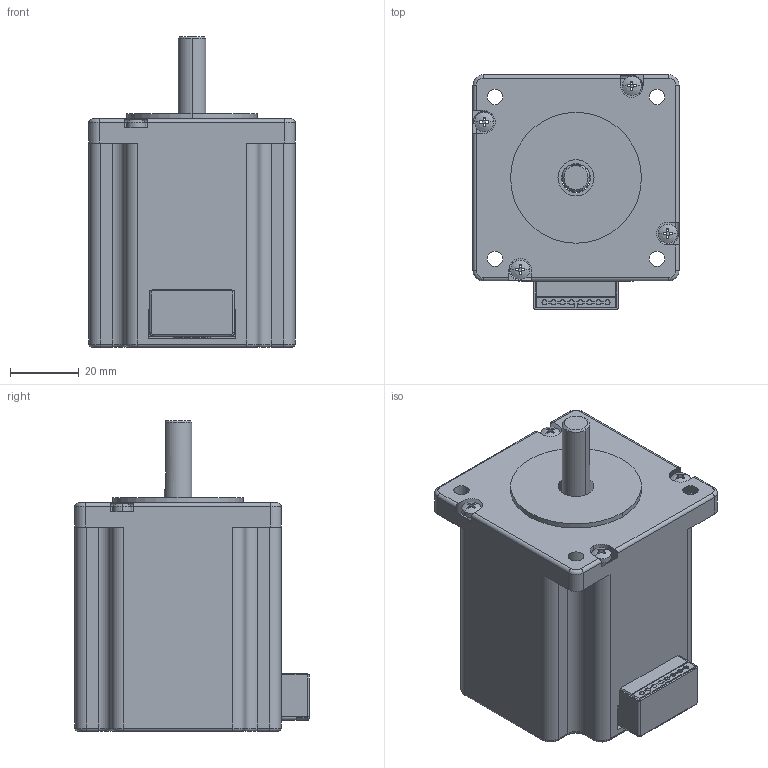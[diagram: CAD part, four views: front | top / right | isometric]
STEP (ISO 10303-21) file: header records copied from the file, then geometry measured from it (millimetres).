
FILE_DESCRIPTION((''),'2;1');
FILE_NAME('FL60STH65-2008AF_SW0001','2021-04-14T08:49:29',('guhaibo'),(''),'CREO PARAMETRIC BY PTC INC, 2017110','CREO PARAMETRIC BY PTC INC, 2017110','');
FILE_SCHEMA(('CONFIG_CONTROL_DESIGN'));
Length unit declared in the file: millimetre
Products named in the file (1): FL60STH65-2008AF_SW0001
Bounding box: 60 x 68.15 x 90.5 mm (x, y, z)
Surface area: 24631.4 mm2 (no closed solid volume)
Topology: 0 solids, 14 shells, 127 faces, 614 edges, 487 vertices
Faces by surface type: cylinder 55, plane 42, torus 16, sphere 8, cone 4, bspline 2
Entity records: 6428 total; most frequent: CARTESIAN_POINT 1448, DIRECTION 1118, ORIENTED_EDGE 868, EDGE_CURVE 610, VERTEX_POINT 487, AXIS2_PLACEMENT_3D 419, CIRCLE 294, VECTOR 280
